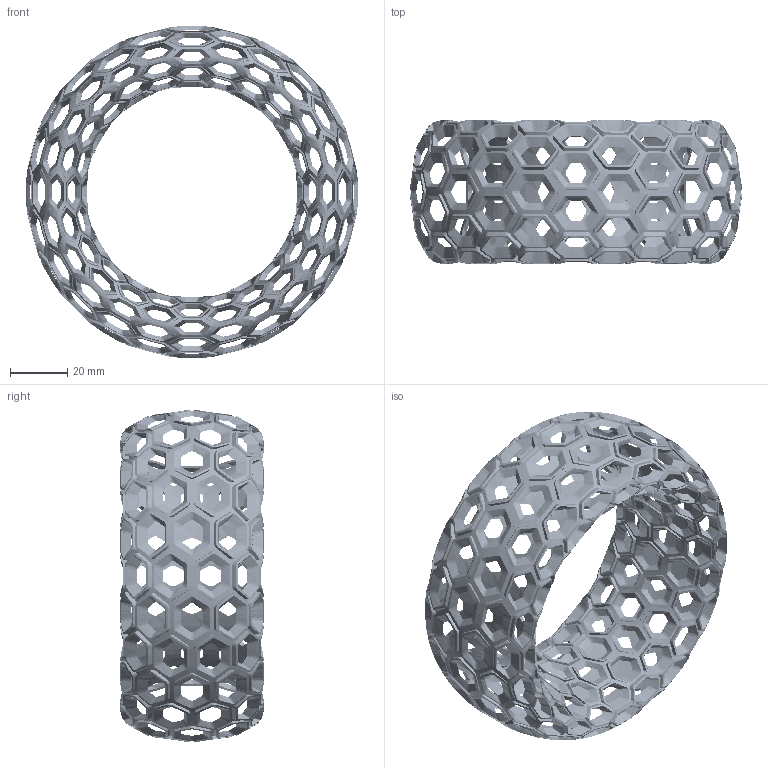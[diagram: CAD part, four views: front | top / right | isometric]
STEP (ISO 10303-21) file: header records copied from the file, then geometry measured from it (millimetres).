
FILE_DESCRIPTION(('FreeCAD Model'),'2;1');
FILE_NAME('Open CASCADE Shape Model','2025-05-04T08:33:59',('FreeCAD'),( 'FreeCAD'),'Open CASCADE STEP processor 7.6','FreeCAD','Unknown');
FILE_SCHEMA(('AUTOMOTIVE_DESIGN { 1 0 10303 214 1 1 1 1 }'));
Products named in the file (1): Open CASCADE STEP translator 7.6 1
Bounding box: 116.17 x 50.13 x 116.17 mm (x, y, z)
Volume: 24947.1 mm3; surface area: 66608.7 mm2
Topology: 1 solids, 1 shells, 7296 faces, 21640 edges, 14176 vertices
Faces by surface type: bspline 7296
Entity records: 748426 total; most frequent: CARTESIAN_POINT 618633, ORIENTED_EDGE 43280, EDGE_CURVE 21640, B_SPLINE_CURVE_WITH_KNOTS 21472, VERTEX_POINT 14176, FACE_BOUND 7608, EDGE_LOOP 7608, ADVANCED_FACE 7296
